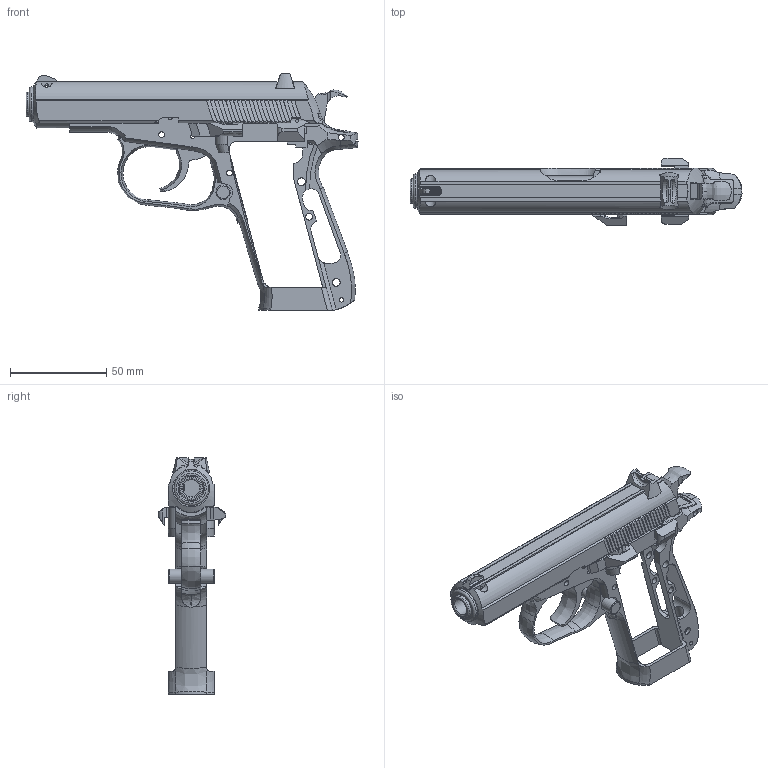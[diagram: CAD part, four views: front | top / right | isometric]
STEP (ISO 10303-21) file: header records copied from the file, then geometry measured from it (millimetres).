
FILE_DESCRIPTION(/* description */ ('baseBody_CZ82'),/* implementation_level */ '2;1');
FILE_NAME(/* name */ 'CZ82_baseBody',/* time_stamp */ '2023-09-18T16:50:43-04:00',/* author */ ('George'),/* organization */ ('Archive 663'),/* preprocessor_version */ 'ST-DEVELOPER v16.7',/* originating_system */ 'Solid Edge',/* authorisation */ 'Unknown');
FILE_SCHEMA (('AUTOMOTIVE_DESIGN {1 0 10303 214 3 1 1}'));
Length unit declared in the file: millimetre
Products named in the file (12): CZ82_baseBody; CZ82_baseSlide; CZ82_baseTrigger; CZ82_baseTriggerGuard; CZ82_baseFrontSight; CZ82_baseRearSight; CZ82_baseSlideLock; CZ82_baseFrame; CZ82_baseMagazineRelease; CZ82_baseSaftey; CZ82_baseHammer; CZ82_baseEjector
Assembly tree (11 placements, depth 2):
  CZ82_baseBody
    CZ82_baseSlide
    CZ82_baseTrigger
    CZ82_baseTriggerGuard
    CZ82_baseFrontSight
    CZ82_baseRearSight
    CZ82_baseSlideLock
    CZ82_baseFrame
    CZ82_baseMagazineRelease
    CZ82_baseSaftey
    CZ82_baseHammer
    CZ82_baseEjector
Bounding box: 172.68 x 35.2 x 123.25 mm (x, y, z)
Volume: 89647 mm3; surface area: 59680.4 mm2
Topology: 11 solids, 11 shells, 691 faces, 2066 edges, 1377 vertices
Faces by surface type: plane 453, cylinder 146, bspline 76, torus 11, cone 5
Full cylindrical faces by diameter (mm): 1.5 x2, 1.8 x1, 2 x3, 2.3 x2, 3 x10, 3.5 x2, 4 x4, 4.75 x2, 5.5 x1, 7.5 x2, 8 x1, 9 x1, 9.35 x1, 12.7 x2, 18 x1
Entity records: 31317 total; most frequent: CARTESIAN_POINT 11361, ORIENTED_EDGE 3984, DIRECTION 3253, EDGE_CURVE 1992, VERTEX_POINT 1350, LINE 1209, VECTOR 1209, AXIS2_PLACEMENT_3D 1022
